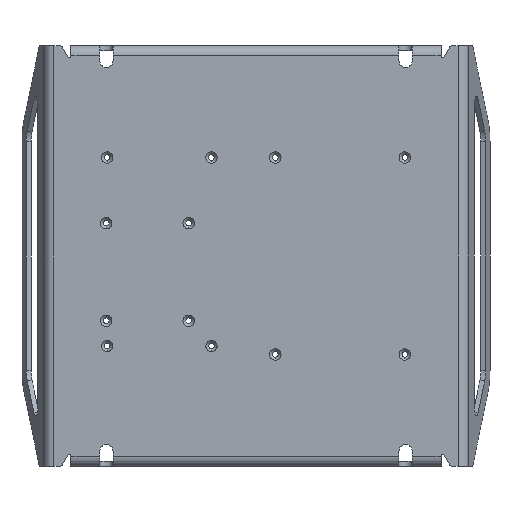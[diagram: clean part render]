
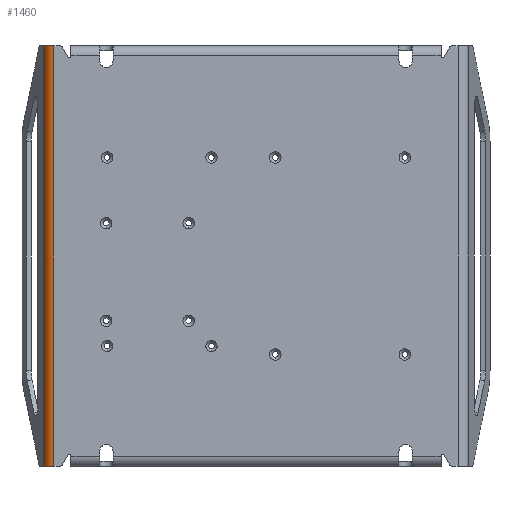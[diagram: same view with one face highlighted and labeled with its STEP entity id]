
A CAD part, front view. The second image highlights one B-rep face of the part: STEP entity #1460.
In plain terms, the highlighted cylindrical face has radius 6 mm (diameter 12 mm), a partial arc.
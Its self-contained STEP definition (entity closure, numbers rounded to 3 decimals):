
#252 = ORIENTED_EDGE ( 'NONE', *, *, #1042, .F. ) ;
#280 = AXIS2_PLACEMENT_3D ( 'NONE', #3447, #2087, #2813 ) ;
#724 = CARTESIAN_POINT ( 'NONE',  ( -120.198, 3., 125. ) ) ;
#788 = DIRECTION ( 'NONE',  ( 0., 0., -1. ) ) ;
#1042 = EDGE_CURVE ( 'NONE', #8514, #1848, #1844, .T. ) ;
#1460 = ADVANCED_FACE ( 'NONE', ( #7564 ), #6888, .T. ) ;
#1515 = VERTEX_POINT ( 'NONE', #8365 ) ;
#1777 = LINE ( 'NONE', #4661, #3347 ) ;
#1811 = EDGE_LOOP ( 'NONE', ( #252, #2932, #5747, #7129 ) ) ;
#1844 = LINE ( 'NONE', #4541, #1966 ) ;
#1848 = VERTEX_POINT ( 'NONE', #4138 ) ;
#1966 = VECTOR ( 'NONE', #3197, 1000. ) ;
#2087 = DIRECTION ( 'NONE',  ( 0., 0., 1. ) ) ;
#2095 = DIRECTION ( 'NONE',  ( 0., -1., 0. ) ) ;
#2136 = CIRCLE ( 'NONE', #3137, 6. ) ;
#2813 = DIRECTION ( 'NONE',  ( 0., -1., 0. ) ) ;
#2932 = ORIENTED_EDGE ( 'NONE', *, *, #7358, .F. ) ;
#3137 = AXIS2_PLACEMENT_3D ( 'NONE', #3535, #788, #2095 ) ;
#3197 = DIRECTION ( 'NONE',  ( 0., 0., -1. ) ) ;
#3203 = EDGE_CURVE ( 'NONE', #1515, #8363, #1777, .T. ) ;
#3347 = VECTOR ( 'NONE', #3856, 1000. ) ;
#3447 = CARTESIAN_POINT ( 'NONE',  ( -120.198, 3., 125. ) ) ;
#3535 = CARTESIAN_POINT ( 'NONE',  ( -120.198, 3., -125. ) ) ;
#3856 = DIRECTION ( 'NONE',  ( 0., 0., -1. ) ) ;
#4138 = CARTESIAN_POINT ( 'NONE',  ( -120.198, -3., -125. ) ) ;
#4541 = CARTESIAN_POINT ( 'NONE',  ( -120.198, -3., 125. ) ) ;
#4661 = CARTESIAN_POINT ( 'NONE',  ( -125.994, 1.447, 0. ) ) ;
#4751 = CARTESIAN_POINT ( 'NONE',  ( -120.198, -3., 125. ) ) ;
#5109 = CARTESIAN_POINT ( 'NONE',  ( -125.994, 1.447, -125. ) ) ;
#5535 = DIRECTION ( 'NONE',  ( -0.966, -0.259, 0. ) ) ;
#5656 = EDGE_CURVE ( 'NONE', #1848, #8363, #2136, .T. ) ;
#5747 = ORIENTED_EDGE ( 'NONE', *, *, #3203, .T. ) ;
#6888 = CYLINDRICAL_SURFACE ( 'NONE', #7352, 6. ) ;
#7129 = ORIENTED_EDGE ( 'NONE', *, *, #5656, .F. ) ;
#7330 = CIRCLE ( 'NONE', #280, 6. ) ;
#7352 = AXIS2_PLACEMENT_3D ( 'NONE', #724, #7607, #5535 ) ;
#7358 = EDGE_CURVE ( 'NONE', #1515, #8514, #7330, .T. ) ;
#7564 = FACE_OUTER_BOUND ( 'NONE', #1811, .T. ) ;
#7607 = DIRECTION ( 'NONE',  ( 0., 0., 1. ) ) ;
#8363 = VERTEX_POINT ( 'NONE', #5109 ) ;
#8365 = CARTESIAN_POINT ( 'NONE',  ( -125.994, 1.447, 125. ) ) ;
#8514 = VERTEX_POINT ( 'NONE', #4751 ) ;
